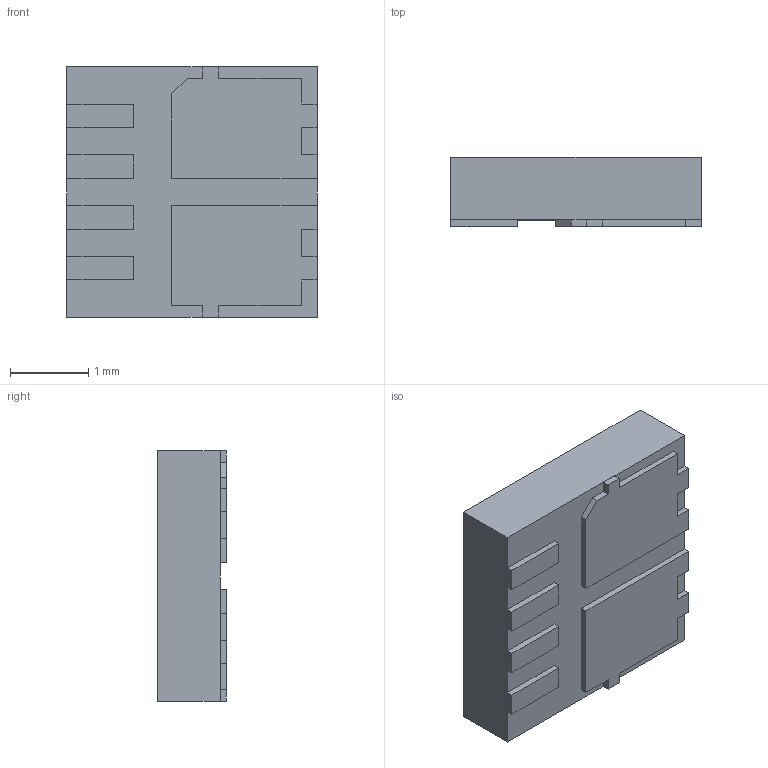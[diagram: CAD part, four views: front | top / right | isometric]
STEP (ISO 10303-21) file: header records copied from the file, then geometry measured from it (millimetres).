
FILE_DESCRIPTION (( 'STEP AP214' ), '1' );
FILE_NAME ('A0826FCA-4EAD-4A9C-8F27-CD51DC2046BE.STEP', '2024-02-12T18:08:14', ( '' ), ( '' ), 'SwSTEP 2.0', 'SolidWorks 2022', '' );
FILE_SCHEMA (( 'AUTOMOTIVE_DESIGN' ));
Length unit declared in the file: millimetre
Products named in the file (1): A0826FCA-4EAD-4A9C-8F27-CD51DC2046BE
Bounding box: 3.2 x 0.88 x 3.2 mm (x, y, z)
Volume: 8.6 mm3; surface area: 43.7 mm2
Topology: 7 solids, 7 shells, 66 faces, 153 edges, 102 vertices
Faces by surface type: plane 64, cone 2
Entity records: 1929 total; most frequent: CARTESIAN_POINT 322, ORIENTED_EDGE 306, DIRECTION 291, EDGE_CURVE 153, LINE 149, VECTOR 149, VERTEX_POINT 102, AXIS2_PLACEMENT_3D 71
